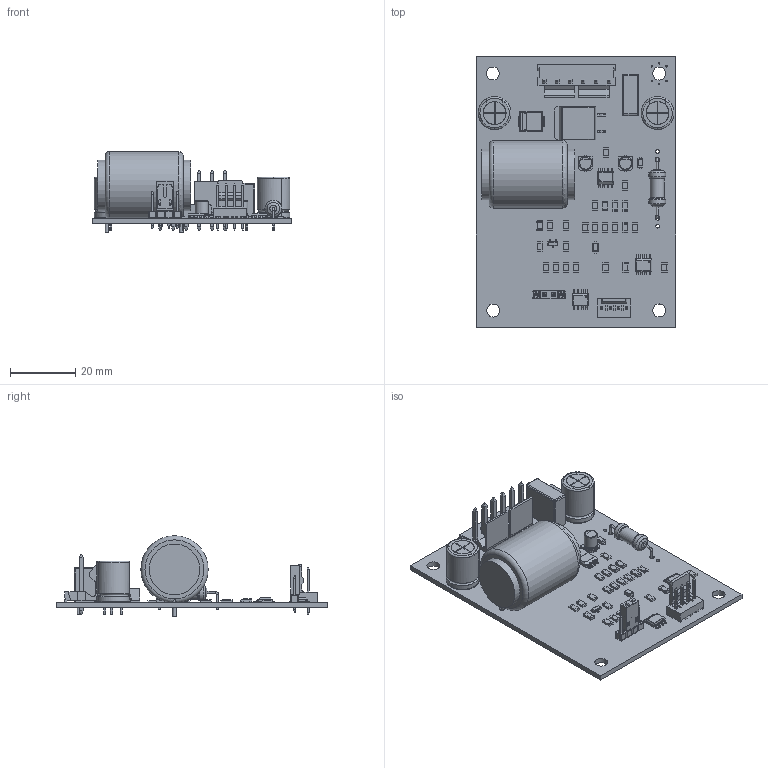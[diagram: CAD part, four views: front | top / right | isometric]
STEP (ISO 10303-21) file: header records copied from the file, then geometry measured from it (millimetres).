
FILE_DESCRIPTION(('for SolidWorks'),'2;1');
FILE_NAME('OmniSD.step', '2020-09-01T12:05:41',('NLavoie'),(''), 'Open CASCADE STEP processor 6.6','DipTrace','Unknown');
FILE_SCHEMA(('AUTOMOTIVE_DESIGN { 1 0 10303 214 1 1 1 1 }'));
Length unit declared in the file: millimetre
Products named in the file (18): PCB_OmniSD; Board_OmniSD; CapRad10x12.5; 23305; cap_4x5.4; cap_1206; sod-123f; smc; soic-8_150mil; MLX022284043; MLX022292041; MLX026604060; 56106B; sot23; d2pak; 1610205; res_1206; 44108
Assembly tree (44 placements, depth 2):
  PCB_OmniSD
    Board_OmniSD
    CapRad10x12.5  x2
    23305
    cap_4x5.4  x2
    cap_1206  x5
    sod-123f  x2
    smc
    soic-8_150mil  x3
    MLX022284043
    MLX022292041
    MLX026604060
    56106B
    sot23
    d2pak
    1610205
    res_1206  x19
    44108
Bounding box: 60.99 x 82.55 x 24.64 mm (x, y, z)
Volume: 9927.2 mm3; surface area: 19972.7 mm2
Topology: 34 solids, 140 shells, 2833 faces, 7269 edges, 4674 vertices
Faces by surface type: plane 1885, bspline 603, cylinder 277, torus 28, sphere 28, cone 10, revolution 2
Full cylindrical faces by diameter (mm): 0.4 x3, 0.457 x6, 0.7 x4, 0.914 x2, 0.965 x2, 1.016 x8, 1.067 x2, 1.092 x2, 1.168 x2, 1.702 x8, 3.6 x2, 3.962 x4, 4 x4, 4.3 x1, 5.1 x2, 15.494 x2, 20.574 x1
Entity records: 56020 total; most frequent: CARTESIAN_POINT 13702, ORIENTED_EDGE 7962, DIRECTION 6595, EDGE_CURVE 4071, LINE 2815, VECTOR 2815, VERTEX_POINT 2637, AXIS2_PLACEMENT_3D 1889
